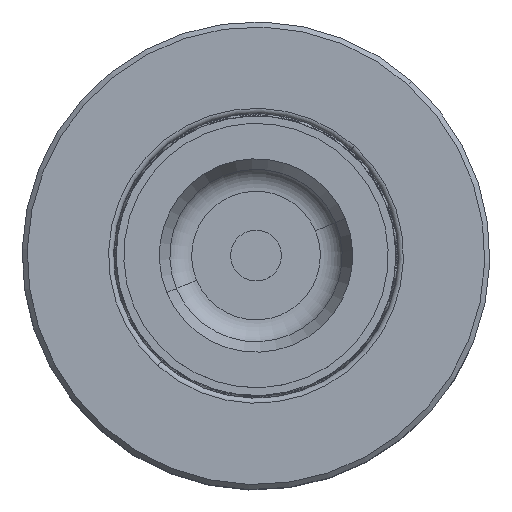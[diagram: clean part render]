
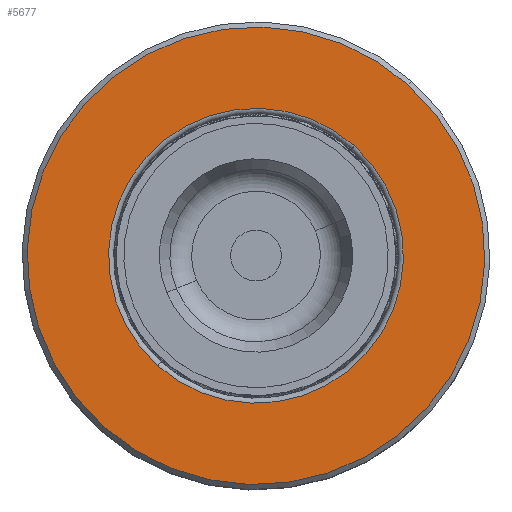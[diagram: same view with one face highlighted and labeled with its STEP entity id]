
A CAD part, top view. The second image highlights one B-rep face of the part: STEP entity #5677.
In plain terms, the highlighted face is planar.
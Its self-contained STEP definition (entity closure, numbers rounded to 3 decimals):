
#370 = FACE_OUTER_BOUND ( 'NONE', #1582, .T. ) ;
#1582 = EDGE_LOOP ( 'NONE', ( #20523, #29549 ) ) ;
#1730 = DIRECTION ( 'NONE',  ( 0., -1., 0. ) ) ;
#1960 = AXIS2_PLACEMENT_3D ( 'NONE', #24294, #1730, #38986 ) ;
#2117 = EDGE_CURVE ( 'NONE', #42061, #15185, #2271, .T. ) ;
#2271 = CIRCLE ( 'NONE', #12793, 22.5 ) ;
#2896 = DIRECTION ( 'NONE',  ( 0., 0., -1. ) ) ;
#3798 = EDGE_CURVE ( 'NONE', #15185, #42061, #25192, .T. ) ;
#5677 = ADVANCED_FACE ( 'NONE', ( #13919, #370 ), #6160, .T. ) ;
#6160 = PLANE ( 'NONE',  #13527 ) ;
#6281 = DIRECTION ( 'NONE',  ( 0., -1., 0. ) ) ;
#6611 = DIRECTION ( 'NONE',  ( 0., 0., -1. ) ) ;
#6637 = CARTESIAN_POINT ( 'NONE',  ( 0., 15.687, -14.5 ) ) ;
#7872 = CIRCLE ( 'NONE', #1960, 14.5 ) ;
#8820 = CARTESIAN_POINT ( 'NONE',  ( 22.5, 15.687, 0. ) ) ;
#9489 = DIRECTION ( 'NONE',  ( 0., -1., 0. ) ) ;
#12793 = AXIS2_PLACEMENT_3D ( 'NONE', #40466, #17884, #2896 ) ;
#13527 = AXIS2_PLACEMENT_3D ( 'NONE', #8820, #16419, #31595 ) ;
#13919 = FACE_BOUND ( 'NONE', #16218, .T. ) ;
#15185 = VERTEX_POINT ( 'NONE', #44858 ) ;
#16218 = EDGE_LOOP ( 'NONE', ( #35847, #29379 ) ) ;
#16369 = AXIS2_PLACEMENT_3D ( 'NONE', #43787, #9489, #24514 ) ;
#16419 = DIRECTION ( 'NONE',  ( 0., 1., 0. ) ) ;
#17884 = DIRECTION ( 'NONE',  ( 0., -1., 0. ) ) ;
#20523 = ORIENTED_EDGE ( 'NONE', *, *, #2117, .F. ) ;
#21126 = VERTEX_POINT ( 'NONE', #21901 ) ;
#21901 = CARTESIAN_POINT ( 'NONE',  ( 0., 15.687, 14.5 ) ) ;
#24294 = CARTESIAN_POINT ( 'NONE',  ( 0., 15.687, 0. ) ) ;
#24514 = DIRECTION ( 'NONE',  ( 0., 0., -1. ) ) ;
#24765 = CIRCLE ( 'NONE', #34018, 14.5 ) ;
#25192 = CIRCLE ( 'NONE', #16369, 22.5 ) ;
#29379 = ORIENTED_EDGE ( 'NONE', *, *, #43873, .T. ) ;
#29549 = ORIENTED_EDGE ( 'NONE', *, *, #3798, .F. ) ;
#31595 = DIRECTION ( 'NONE',  ( 0., 0., 1. ) ) ;
#33613 = EDGE_CURVE ( 'NONE', #44662, #21126, #7872, .T. ) ;
#34018 = AXIS2_PLACEMENT_3D ( 'NONE', #36664, #6281, #6611 ) ;
#35847 = ORIENTED_EDGE ( 'NONE', *, *, #33613, .T. ) ;
#36660 = CARTESIAN_POINT ( 'NONE',  ( 0., 15.687, -22.5 ) ) ;
#36664 = CARTESIAN_POINT ( 'NONE',  ( 0., 15.687, 0. ) ) ;
#38986 = DIRECTION ( 'NONE',  ( 0., 0., -1. ) ) ;
#40466 = CARTESIAN_POINT ( 'NONE',  ( 0., 15.687, 0. ) ) ;
#42061 = VERTEX_POINT ( 'NONE', #36660 ) ;
#43787 = CARTESIAN_POINT ( 'NONE',  ( 0., 15.687, 0. ) ) ;
#43873 = EDGE_CURVE ( 'NONE', #21126, #44662, #24765, .T. ) ;
#44662 = VERTEX_POINT ( 'NONE', #6637 ) ;
#44858 = CARTESIAN_POINT ( 'NONE',  ( 0., 15.687, 22.5 ) ) ;
